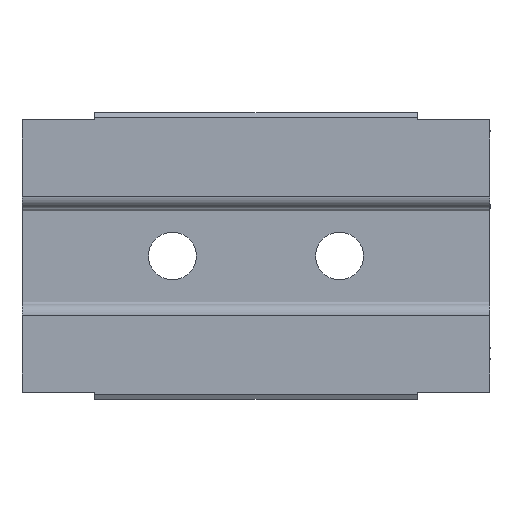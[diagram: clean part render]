
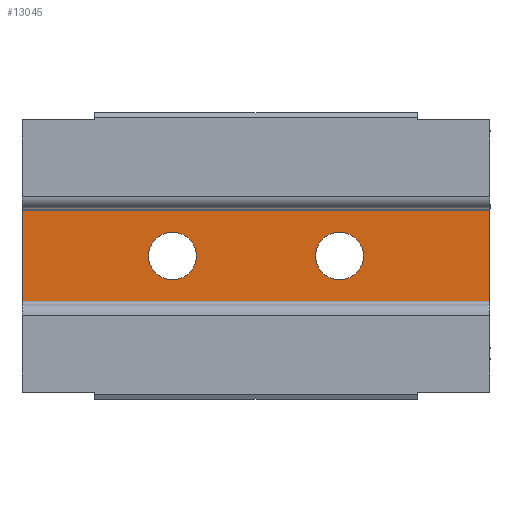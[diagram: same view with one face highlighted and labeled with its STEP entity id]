
A CAD part, front view. The second image highlights one B-rep face of the part: STEP entity #13045.
In plain terms, the highlighted planar face has unit normal (0, -1, 0).
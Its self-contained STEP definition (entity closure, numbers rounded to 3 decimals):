
#392 = EDGE_CURVE ( 'NONE', #22821, #22818, #6618, .T. ) ;
#6211 = PLANE ( 'NONE',  #17257 ) ;
#6215 = CARTESIAN_POINT ( 'NONE',  ( -38., 3.5, 0. ) ) ;
#6216 = DIRECTION ( 'NONE',  ( 0., 1., 0. ) ) ;
#6217 = DIRECTION ( 'NONE',  ( 0., 0., 1. ) ) ;
#6618 = CIRCLE ( 'NONE', #17147, 1. ) ;
#6733 = VERTEX_POINT ( 'NONE', #14333 ) ;
#6804 = VERTEX_POINT ( 'NONE', #14101 ) ;
#8902 = ORIENTED_EDGE ( 'NONE', *, *, #16809, .T. ) ;
#8931 = ORIENTED_EDGE ( 'NONE', *, *, #16807, .T. ) ;
#9463 = LINE ( 'NONE', #15289, #9470 ) ;
#9470 = VECTOR ( 'NONE', #15290, 1000. ) ;
#9674 = LINE ( 'NONE', #16020, #9678 ) ;
#9678 = VECTOR ( 'NONE', #16031, 1000. ) ;
#10520 = VECTOR ( 'NONE', #20004, 1000. ) ;
#10524 = CIRCLE ( 'NONE', #11568, 1. ) ;
#10526 = LINE ( 'NONE', #19997, #10520 ) ;
#10531 = LINE ( 'NONE', #20005, #10533 ) ;
#10533 = VECTOR ( 'NONE', #20007, 1000. ) ;
#10540 = CIRCLE ( 'NONE', #11582, 1. ) ;
#11568 = AXIS2_PLACEMENT_3D ( 'NONE', #19996, #19998, #19999 ) ;
#11582 = AXIS2_PLACEMENT_3D ( 'NONE', #20003, #20008, #20010 ) ;
#11587 = AXIS2_PLACEMENT_3D ( 'NONE', #21991, #21999, #22000 ) ;
#13045 = ADVANCED_FACE ( 'NONE', ( #16206, #16199, #16196 ), #6211, .F. ) ;
#14101 = CARTESIAN_POINT ( 'NONE',  ( -59.8, 3.5, -2.3 ) ) ;
#14333 = CARTESIAN_POINT ( 'NONE',  ( -59.8, 3.5, 2.3 ) ) ;
#14340 = DIRECTION ( 'NONE',  ( 0., 0., 1. ) ) ;
#14362 = DIRECTION ( 'NONE',  ( 0., 1., 0. ) ) ;
#14494 = CARTESIAN_POINT ( 'NONE',  ( -53.5, 3.5, 0. ) ) ;
#15289 = CARTESIAN_POINT ( 'NONE',  ( -40.2, 3.5, -2.5 ) ) ;
#15290 = DIRECTION ( 'NONE',  ( 0., 0., 1. ) ) ;
#16020 = CARTESIAN_POINT ( 'NONE',  ( -59.8, 3.5, -2.5 ) ) ;
#16031 = DIRECTION ( 'NONE',  ( 0., 0., -1. ) ) ;
#16196 = FACE_BOUND ( 'NONE', #25556, .T. ) ;
#16199 = FACE_BOUND ( 'NONE', #25668, .T. ) ;
#16206 = FACE_OUTER_BOUND ( 'NONE', #25722, .T. ) ;
#16444 = EDGE_CURVE ( 'NONE', #26232, #26263, #9463, .T. ) ;
#16522 = EDGE_CURVE ( 'NONE', #6733, #6804, #9674, .T. ) ;
#16807 = EDGE_CURVE ( 'NONE', #22818, #22821, #10524, .T. ) ;
#16809 = EDGE_CURVE ( 'NONE', #6804, #26232, #10526, .T. ) ;
#16810 = EDGE_CURVE ( 'NONE', #26263, #6733, #10531, .T. ) ;
#16811 = EDGE_CURVE ( 'NONE', #22594, #22632, #10540, .T. ) ;
#17147 = AXIS2_PLACEMENT_3D ( 'NONE', #14494, #14362, #14340 ) ;
#17257 = AXIS2_PLACEMENT_3D ( 'NONE', #6215, #6216, #6217 ) ;
#19996 = CARTESIAN_POINT ( 'NONE',  ( -53.5, 3.5, 0. ) ) ;
#19997 = CARTESIAN_POINT ( 'NONE',  ( -40.2, 3.5, -2.3 ) ) ;
#19998 = DIRECTION ( 'NONE',  ( 0., 1., 0. ) ) ;
#19999 = DIRECTION ( 'NONE',  ( 0., 0., 1. ) ) ;
#20003 = CARTESIAN_POINT ( 'NONE',  ( -46.5, 3.5, 0. ) ) ;
#20004 = DIRECTION ( 'NONE',  ( 1., 0., 0. ) ) ;
#20005 = CARTESIAN_POINT ( 'NONE',  ( -59.8, 3.5, 2.3 ) ) ;
#20007 = DIRECTION ( 'NONE',  ( -1., 0., 0. ) ) ;
#20008 = DIRECTION ( 'NONE',  ( 0., -1., 0. ) ) ;
#20010 = DIRECTION ( 'NONE',  ( 0., 0., 1. ) ) ;
#20212 = EDGE_CURVE ( 'NONE', #22632, #22594, #23181, .T. ) ;
#21991 = CARTESIAN_POINT ( 'NONE',  ( -46.5, 3.5, 0. ) ) ;
#21999 = DIRECTION ( 'NONE',  ( 0., -1., 0. ) ) ;
#22000 = DIRECTION ( 'NONE',  ( 0., 0., 1. ) ) ;
#22090 = CARTESIAN_POINT ( 'NONE',  ( -46.5, 3.5, -1. ) ) ;
#22118 = CARTESIAN_POINT ( 'NONE',  ( -46.5, 3.5, 1. ) ) ;
#22222 = CARTESIAN_POINT ( 'NONE',  ( -53.5, 3.5, 1. ) ) ;
#22223 = CARTESIAN_POINT ( 'NONE',  ( -53.5, 3.5, -1. ) ) ;
#22271 = CARTESIAN_POINT ( 'NONE',  ( -40.2, 3.5, -2.3 ) ) ;
#22304 = CARTESIAN_POINT ( 'NONE',  ( -40.2, 3.5, 2.3 ) ) ;
#22594 = VERTEX_POINT ( 'NONE', #22090 ) ;
#22632 = VERTEX_POINT ( 'NONE', #22118 ) ;
#22818 = VERTEX_POINT ( 'NONE', #22222 ) ;
#22821 = VERTEX_POINT ( 'NONE', #22223 ) ;
#23181 = CIRCLE ( 'NONE', #11587, 1. ) ;
#25556 = EDGE_LOOP ( 'NONE', ( #26619, #26618 ) ) ;
#25668 = EDGE_LOOP ( 'NONE', ( #8931, #26545 ) ) ;
#25722 = EDGE_LOOP ( 'NONE', ( #26598, #8902, #26535, #26564 ) ) ;
#26232 = VERTEX_POINT ( 'NONE', #22271 ) ;
#26263 = VERTEX_POINT ( 'NONE', #22304 ) ;
#26535 = ORIENTED_EDGE ( 'NONE', *, *, #16444, .T. ) ;
#26545 = ORIENTED_EDGE ( 'NONE', *, *, #392, .T. ) ;
#26564 = ORIENTED_EDGE ( 'NONE', *, *, #16810, .T. ) ;
#26598 = ORIENTED_EDGE ( 'NONE', *, *, #16522, .T. ) ;
#26618 = ORIENTED_EDGE ( 'NONE', *, *, #16811, .F. ) ;
#26619 = ORIENTED_EDGE ( 'NONE', *, *, #20212, .F. ) ;
